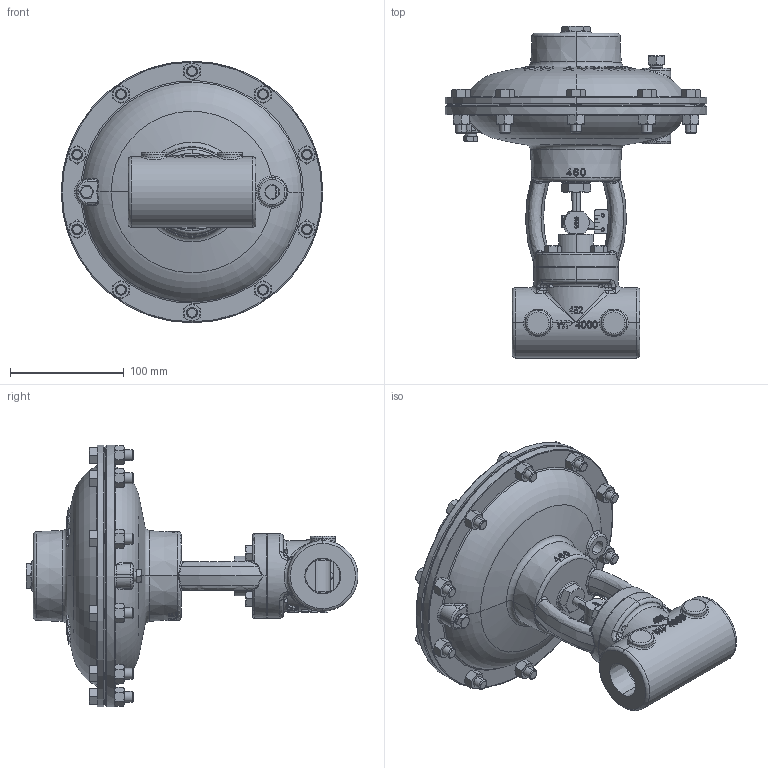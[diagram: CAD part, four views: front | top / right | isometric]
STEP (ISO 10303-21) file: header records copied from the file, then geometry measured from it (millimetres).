
FILE_DESCRIPTION (( 'STEP AP203' ), '1' );
FILE_NAME ('1 INCH HPMV 1400 SMT (EAI).step', '2014-01-24T20:44:02', ( 'PCTech' ), ( 'Microsoft' ), 'SwSTEP 2.0', 'SolidWorks 2013', '' );
FILE_SCHEMA (( 'CONFIG_CONTROL_DESIGN' ));
Length unit declared in the file: inch
Products named in the file (1): 1 INCH HPMV 1400 SMT (EAI)
Bounding box: 230.19 x 292.29 x 230.19 mm (x, y, z)
Volume: 2594314.6 mm3; surface area: 231869.3 mm2
Topology: 2 solids, 2 shells, 2421 faces, 6134 edges, 3844 vertices
Faces by surface type: plane 1052, bspline 507, cone 352, cylinder 328, torus 143, sphere 39
Entity records: 104540 total; most frequent: CARTESIAN_POINT 50835, ORIENTED_EDGE 12228, DIRECTION 9649, EDGE_CURVE 6114, VERTEX_POINT 3844, AXIS2_PLACEMENT_3D 3635, EDGE_LOOP 2614, ADVANCED_FACE 2421
